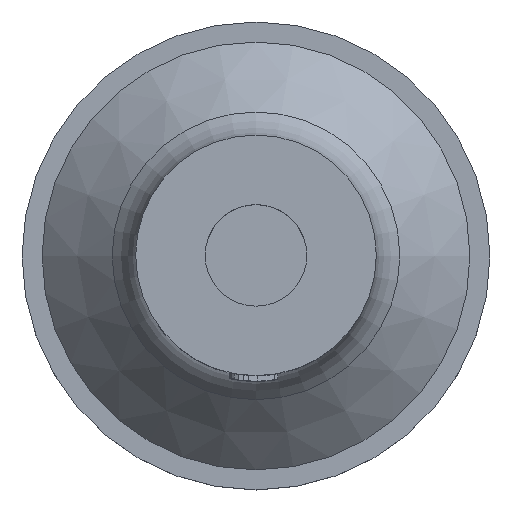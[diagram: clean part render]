
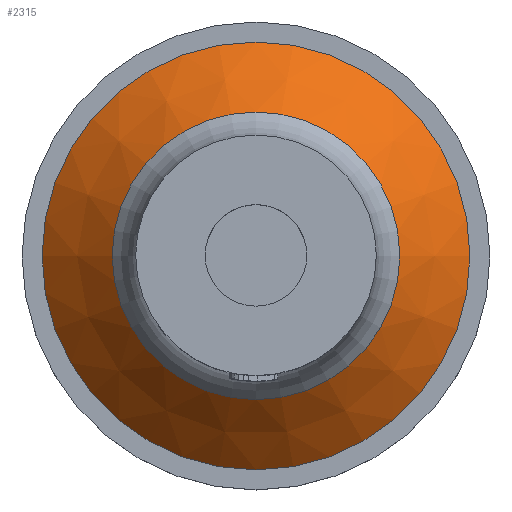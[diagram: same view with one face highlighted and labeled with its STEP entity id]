
A CAD part, top view. The second image highlights one B-rep face of the part: STEP entity #2315.
In plain terms, the highlighted conical face has half-angle 45 degrees and reference radius 8 mm.
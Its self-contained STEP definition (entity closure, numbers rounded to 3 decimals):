
#166=CONICAL_SURFACE('',#2485,8.,0.785);
#192=CIRCLE('',#2484,8.);
#193=CIRCLE('',#2486,5.379);
#274=ORIENTED_EDGE('',*,*,#970,.T.);
#275=ORIENTED_EDGE('',*,*,#969,.F.);
#969=EDGE_CURVE('',#1320,#1320,#192,.T.);
#970=EDGE_CURVE('',#1321,#1321,#193,.T.);
#1320=VERTEX_POINT('',#3670);
#1321=VERTEX_POINT('',#3673);
#1890=EDGE_LOOP('',(#274));
#1891=EDGE_LOOP('',(#275));
#2049=FACE_BOUND('',#1890,.T.);
#2050=FACE_BOUND('',#1891,.T.);
#2315=ADVANCED_FACE('',(#2049,#2050),#166,.T.);
#2484=AXIS2_PLACEMENT_3D('',#3669,#2843,#2844);
#2485=AXIS2_PLACEMENT_3D('',#3671,#2845,#2846);
#2486=AXIS2_PLACEMENT_3D('',#3672,#2847,#2848);
#2843=DIRECTION('',(0.,0.,-1.));
#2844=DIRECTION('',(-1.,0.,0.));
#2845=DIRECTION('',(0.,0.,-1.));
#2846=DIRECTION('',(-1.,0.,0.));
#2847=DIRECTION('',(0.,0.,-1.));
#2848=DIRECTION('',(-1.,0.,0.));
#3669=CARTESIAN_POINT('',(0.,0.,-13.));
#3670=CARTESIAN_POINT('',(-8.,0.,-13.));
#3671=CARTESIAN_POINT('',(0.,0.,-13.));
#3672=CARTESIAN_POINT('',(0.,0.,-10.379));
#3673=CARTESIAN_POINT('',(-5.379,0.,-10.379));
